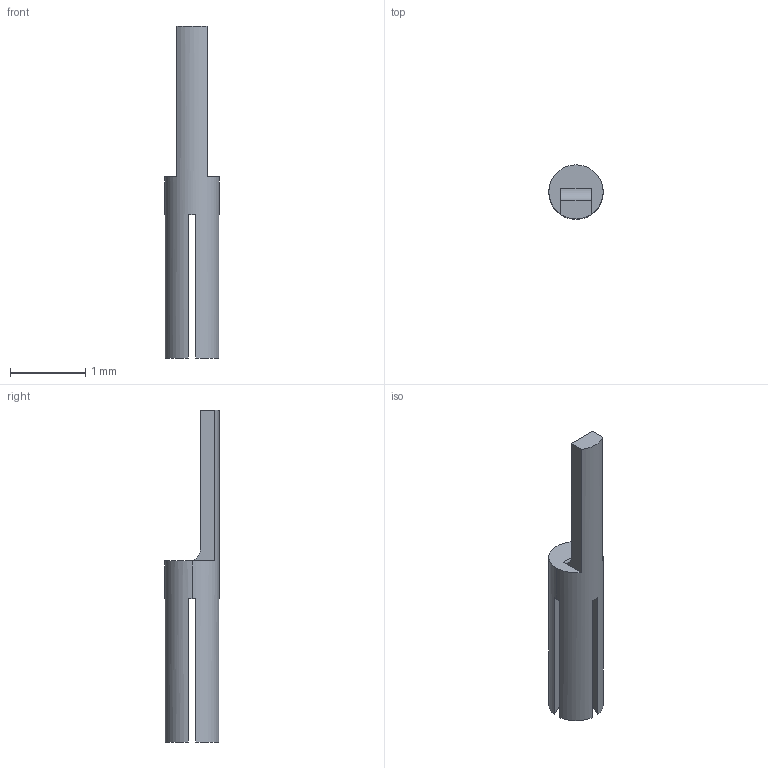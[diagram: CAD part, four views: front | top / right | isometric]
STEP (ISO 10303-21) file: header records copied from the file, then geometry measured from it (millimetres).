
FILE_DESCRIPTION (( 'STEP AP203' ), '1' );
FILE_NAME ('ﾃ-0,39-4,4-ﾌ.STEP', '2020-03-05T03:50:34', ( '' ), ( '' ), 'SwSTEP 2.0', 'SolidWorks 2017', '' );
FILE_SCHEMA (( 'CONFIG_CONTROL_DESIGN' ));
Length unit declared in the file: millimetre
Products named in the file (1): ﾃ-0,39-4,4-ﾌ
Bounding box: 0.72 x 0.72 x 4.4 mm (x, y, z)
Volume: 0.7 mm3; surface area: 12.1 mm2
Topology: 1 solids, 1 shells, 28 faces, 79 edges, 51 vertices
Faces by surface type: plane 17, cone 6, cylinder 5
Entity records: 986 total; most frequent: CARTESIAN_POINT 181, DIRECTION 155, ORIENTED_EDGE 154, EDGE_CURVE 77, AXIS2_PLACEMENT_3D 57, VERTEX_POINT 51, VECTOR 41, LINE 41
